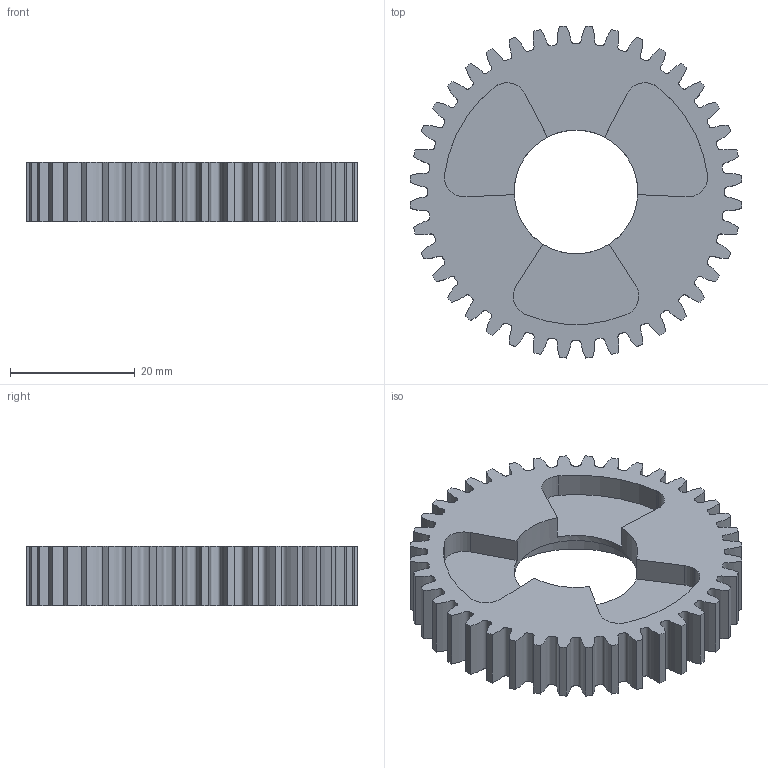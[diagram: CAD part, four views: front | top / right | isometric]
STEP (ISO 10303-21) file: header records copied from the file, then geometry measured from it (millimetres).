
FILE_DESCRIPTION (( 'STEP AP214' ), '1' );
FILE_NAME ('217-3417-STEP.STEP', '2013-12-09T20:34:10', ( '' ), ( '' ), 'SwSTEP 2.0', 'SolidWorks 2013', '' );
FILE_SCHEMA (( 'AUTOMOTIVE_DESIGN' ));
Length unit declared in the file: inch
Products named in the file (1): 217-3417-STEP
Bounding box: 53.25 x 53.25 x 9.53 mm (x, y, z)
Volume: 13042.4 mm3; surface area: 7573.7 mm2
Topology: 1 solids, 1 shells, 107 faces, 312 edges, 208 vertices
Faces by surface type: cylinder 55, bspline 40, plane 12
Entity records: 17146 total; most frequent: CARTESIAN_POINT 14428, ORIENTED_EDGE 624, DIRECTION 484, EDGE_CURVE 312, VERTEX_POINT 208, AXIS2_PLACEMENT_3D 184, LINE 116, VECTOR 116
